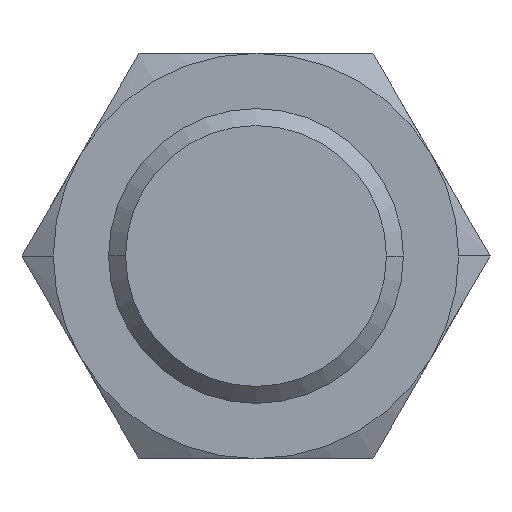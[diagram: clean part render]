
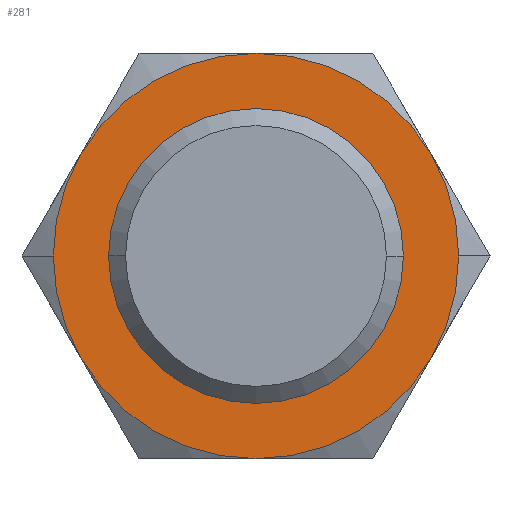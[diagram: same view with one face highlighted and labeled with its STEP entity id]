
A CAD part, left-side view. The second image highlights one B-rep face of the part: STEP entity #281.
In plain terms, the highlighted planar face has unit normal (-1, 0, 0).
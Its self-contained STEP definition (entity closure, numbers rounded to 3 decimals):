
#281=ADVANCED_FACE('',(#451,#452),#453,.T.);
#451=FACE_OUTER_BOUND('',#660,.T.);
#452=FACE_BOUND('',#661,.T.);
#453=PLANE('',#662);
#660=EDGE_LOOP('',(#1157,#1158,#1159,#1160,#1161,#1162,#1163,#1164));
#661=EDGE_LOOP('',(#1165,#1166));
#662=AXIS2_PLACEMENT_3D('',#1167,#1168,#1169);
#1157=ORIENTED_EDGE('',*,*,#1555,.F.);
#1158=ORIENTED_EDGE('',*,*,#1541,.F.);
#1159=ORIENTED_EDGE('',*,*,#1544,.F.);
#1160=ORIENTED_EDGE('',*,*,#1546,.F.);
#1161=ORIENTED_EDGE('',*,*,#1539,.F.);
#1162=ORIENTED_EDGE('',*,*,#1550,.F.);
#1163=ORIENTED_EDGE('',*,*,#1553,.F.);
#1164=ORIENTED_EDGE('',*,*,#1535,.F.);
#1165=ORIENTED_EDGE('',*,*,#1575,.T.);
#1166=ORIENTED_EDGE('',*,*,#1519,.T.);
#1167=CARTESIAN_POINT('',(-28.7,-4.75,0.0));
#1168=DIRECTION('',(-1.0,0.,0.0));
#1169=DIRECTION('',(0.,1.0,0.0));
#1519=EDGE_CURVE('',#1773,#1770,#1774,.T.);
#1535=EDGE_CURVE('',#1800,#1803,#1804,.T.);
#1539=EDGE_CURVE('',#1809,#1807,#1811,.T.);
#1541=EDGE_CURVE('',#1813,#1815,#1816,.T.);
#1544=EDGE_CURVE('',#1819,#1813,#1821,.T.);
#1546=EDGE_CURVE('',#1807,#1819,#1823,.T.);
#1550=EDGE_CURVE('',#1827,#1809,#1829,.T.);
#1553=EDGE_CURVE('',#1803,#1827,#1833,.T.);
#1555=EDGE_CURVE('',#1815,#1800,#1835,.T.);
#1575=EDGE_CURVE('',#1770,#1773,#1863,.T.);
#1770=VERTEX_POINT('',#2120);
#1773=VERTEX_POINT('',#2124);
#1774=CIRCLE('',#2125,4.0);
#1800=VERTEX_POINT('',#2180);
#1803=VERTEX_POINT('',#2184);
#1804=CIRCLE('',#2185,5.5);
#1807=VERTEX_POINT('',#2199);
#1809=VERTEX_POINT('',#2202);
#1811=CIRCLE('',#2215,5.5);
#1813=VERTEX_POINT('',#2217);
#1815=VERTEX_POINT('',#2230);
#1816=CIRCLE('',#2231,5.5);
#1819=VERTEX_POINT('',#2245);
#1821=CIRCLE('',#2258,5.5);
#1823=CIRCLE('',#2271,5.5);
#1827=VERTEX_POINT('',#2297);
#1829=CIRCLE('',#2310,5.5);
#1833=CIRCLE('',#2336,5.5);
#1835=CIRCLE('',#2349,5.5);
#1863=CIRCLE('',#2487,4.0);
#2120=CARTESIAN_POINT('',(-28.7,-4.0,0.0));
#2124=CARTESIAN_POINT('',(-28.7,4.0,0.));
#2125=AXIS2_PLACEMENT_3D('',#3057,#3058,#3059);
#2180=CARTESIAN_POINT('',(-28.7,-5.5,0.));
#2184=CARTESIAN_POINT('',(-28.7,-4.763,-2.75));
#2185=AXIS2_PLACEMENT_3D('',#3083,#3084,#3085);
#2199=CARTESIAN_POINT('',(-28.7,5.5,0.));
#2202=CARTESIAN_POINT('',(-28.7,4.763,-2.75));
#2215=AXIS2_PLACEMENT_3D('',#3087,#3088,#3089);
#2217=CARTESIAN_POINT('',(-28.7,0.,5.5));
#2230=CARTESIAN_POINT('',(-28.7,-4.763,2.75));
#2231=AXIS2_PLACEMENT_3D('',#3090,#3091,#3092);
#2245=CARTESIAN_POINT('',(-28.7,4.763,2.75));
#2258=AXIS2_PLACEMENT_3D('',#3093,#3094,#3095);
#2271=AXIS2_PLACEMENT_3D('',#3096,#3097,#3098);
#2297=CARTESIAN_POINT('',(-28.7,0.0,-5.5));
#2310=AXIS2_PLACEMENT_3D('',#3099,#3100,#3101);
#2336=AXIS2_PLACEMENT_3D('',#3102,#3103,#3104);
#2349=AXIS2_PLACEMENT_3D('',#3105,#3106,#3107);
#2487=AXIS2_PLACEMENT_3D('',#3135,#3136,#3137);
#3057=CARTESIAN_POINT('',(-28.7,0.0,0.0));
#3058=DIRECTION('',(1.0,0.,0.0));
#3059=DIRECTION('',(0.,-1.0,0.0));
#3083=CARTESIAN_POINT('',(-28.7,0.0,0.0));
#3084=DIRECTION('',(1.0,0.,0.0));
#3085=DIRECTION('',(0.,-1.0,0.0));
#3087=CARTESIAN_POINT('',(-28.7,0.0,0.0));
#3088=DIRECTION('',(1.0,0.,0.0));
#3089=DIRECTION('',(0.,-1.0,0.0));
#3090=CARTESIAN_POINT('',(-28.7,0.0,0.0));
#3091=DIRECTION('',(1.0,0.,0.0));
#3092=DIRECTION('',(0.,-1.0,0.0));
#3093=CARTESIAN_POINT('',(-28.7,0.0,0.0));
#3094=DIRECTION('',(1.0,0.,0.0));
#3095=DIRECTION('',(0.,-1.0,0.0));
#3096=CARTESIAN_POINT('',(-28.7,0.0,0.0));
#3097=DIRECTION('',(1.0,0.,0.0));
#3098=DIRECTION('',(0.,-1.0,0.0));
#3099=CARTESIAN_POINT('',(-28.7,0.0,0.0));
#3100=DIRECTION('',(1.0,0.,0.0));
#3101=DIRECTION('',(0.,-1.0,0.0));
#3102=CARTESIAN_POINT('',(-28.7,0.0,0.0));
#3103=DIRECTION('',(1.0,0.,0.0));
#3104=DIRECTION('',(0.,-1.0,0.0));
#3105=CARTESIAN_POINT('',(-28.7,0.0,0.0));
#3106=DIRECTION('',(1.0,0.,0.0));
#3107=DIRECTION('',(0.,-1.0,0.0));
#3135=CARTESIAN_POINT('',(-28.7,0.0,0.0));
#3136=DIRECTION('',(1.0,0.,0.0));
#3137=DIRECTION('',(0.,-1.0,0.0));
